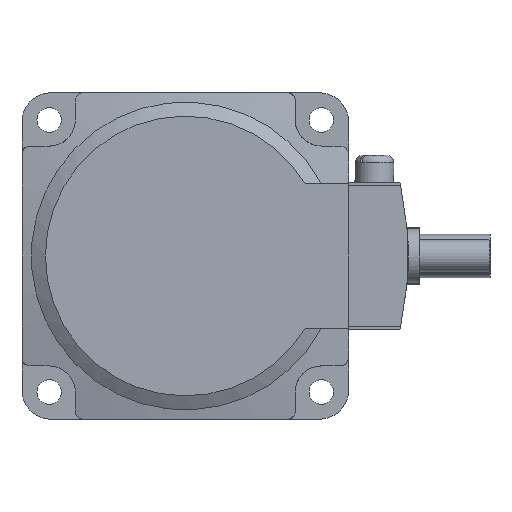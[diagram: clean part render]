
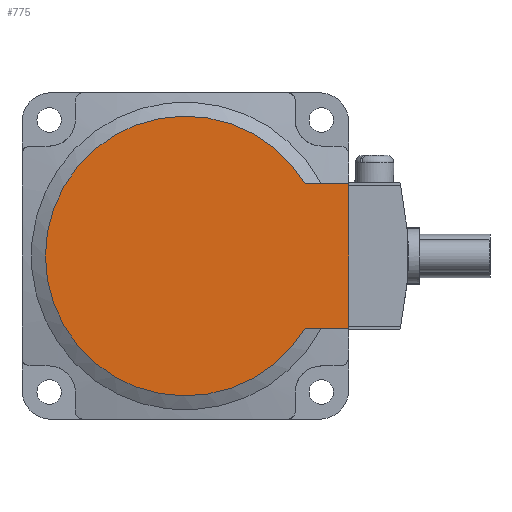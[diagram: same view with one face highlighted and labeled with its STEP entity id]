
A CAD part, left-side view. The second image highlights one B-rep face of the part: STEP entity #775.
In plain terms, the highlighted planar face has unit normal (-1, 0, 0).
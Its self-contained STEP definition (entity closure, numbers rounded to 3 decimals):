
#775 = ADVANCED_FACE( '', ( #1597 ), #1598, .F. );
#1597 = FACE_OUTER_BOUND( '', #2427, .T. );
#1598 = PLANE( '', #2428 );
#2427 = EDGE_LOOP( '', ( #4796, #4797, #4798, #4799 ) );
#2428 = AXIS2_PLACEMENT_3D( '', #4800, #4801, #4802 );
#4796 = ORIENTED_EDGE( '', *, *, #5874, .F. );
#4797 = ORIENTED_EDGE( '', *, *, #5637, .F. );
#4798 = ORIENTED_EDGE( '', *, *, #5554, .F. );
#4799 = ORIENTED_EDGE( '', *, *, #5875, .T. );
#4800 = CARTESIAN_POINT( '', ( -97.5, -24.7, 24.7 ) );
#4801 = DIRECTION( '', ( 1., 0., 0. ) );
#4802 = DIRECTION( '', ( 0., 0., -1. ) );
#5554 = EDGE_CURVE( '', #6914, #6912, #6916, .T. );
#5637 = EDGE_CURVE( '', #6912, #7024, #7025, .T. );
#5874 = EDGE_CURVE( '', #7024, #7313, #7314, .T. );
#5875 = EDGE_CURVE( '', #6914, #7313, #7315, .T. );
#6912 = VERTEX_POINT( '', #9050 );
#6914 = VERTEX_POINT( '', #9055 );
#6916 = CIRCLE( '', #9060, 25.7 );
#7024 = VERTEX_POINT( '', #9213 );
#7025 = LINE( '', #9214, #9215 );
#7313 = VERTEX_POINT( '', #9615 );
#7314 = LINE( '', #9616, #9617 );
#7315 = LINE( '', #9618, #9619 );
#9050 = CARTESIAN_POINT( '', ( -97.5, -22.021, 13.25 ) );
#9055 = CARTESIAN_POINT( '', ( -97.5, -22.021, -13.25 ) );
#9060 = AXIS2_PLACEMENT_3D( '', #10447, #10448, #10449 );
#9213 = CARTESIAN_POINT( '', ( -97.5, -30., 13.25 ) );
#9214 = CARTESIAN_POINT( '', ( -97.5, -20., 13.25 ) );
#9215 = VECTOR( '', #10535, 1000. );
#9615 = CARTESIAN_POINT( '', ( -97.5, -30., -13.25 ) );
#9616 = CARTESIAN_POINT( '', ( -97.5, -30., 13.25 ) );
#9617 = VECTOR( '', #10766, 1000. );
#9618 = CARTESIAN_POINT( '', ( -97.5, -20., -13.25 ) );
#9619 = VECTOR( '', #10767, 1000. );
#10447 = CARTESIAN_POINT( '', ( -97.5, 0., 0. ) );
#10448 = DIRECTION( '', ( 1., 0., 0. ) );
#10449 = DIRECTION( '', ( 0., 0., -1. ) );
#10535 = DIRECTION( '', ( 0., -1., 0. ) );
#10766 = DIRECTION( '', ( 0., 0., -1. ) );
#10767 = DIRECTION( '', ( 0., -1., 0. ) );
